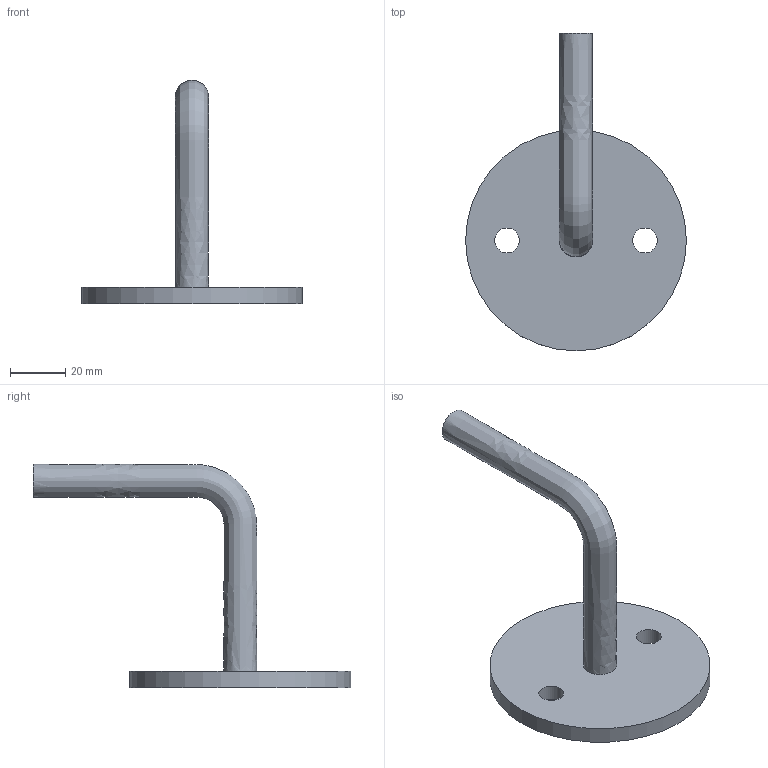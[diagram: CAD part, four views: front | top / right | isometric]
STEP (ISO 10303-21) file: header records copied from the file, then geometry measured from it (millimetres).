
FILE_DESCRIPTION(/* description */ (''),/* implementation_level */ '2;1');
FILE_NAME(/* name */ '1863_Cosch_Edelstahltechnik.stp',/* time_stamp */ '2018-12-11T20:38:08+01:00',/* author */ (''),/* organization */ (''),/* preprocessor_version */ 'ST-DEVELOPER v16',/* originating_system */ 'SIEMENS PLM Software NX 11.0',/* authorisation */ '');
FILE_SCHEMA (('AUTOMOTIVE_DESIGN { 1 0 10303 214 3 1 1 1 }'));
Length unit declared in the file: millimetre
Products named in the file (1): Goge1E9032EDl7bz
Bounding box: 80 x 115 x 80.99 mm (x, y, z)
Volume: 44811.1 mm3; surface area: 16815.2 mm2
Topology: 1 solids, 1 shells, 7 faces, 16 edges, 16 vertices
Faces by surface type: plane 3, cylinder 3, bspline 1
Full cylindrical faces by diameter (mm): 9 x2, 80 x1
Entity records: 1003 total; most frequent: CARTESIAN_POINT 809, DIRECTION 30, EDGE_LOOP 16, ORIENTED_EDGE 16, FACE_BOUND 15, AXIS2_PLACEMENT_3D 14, VERTEX_POINT 8, EDGE_CURVE 8
